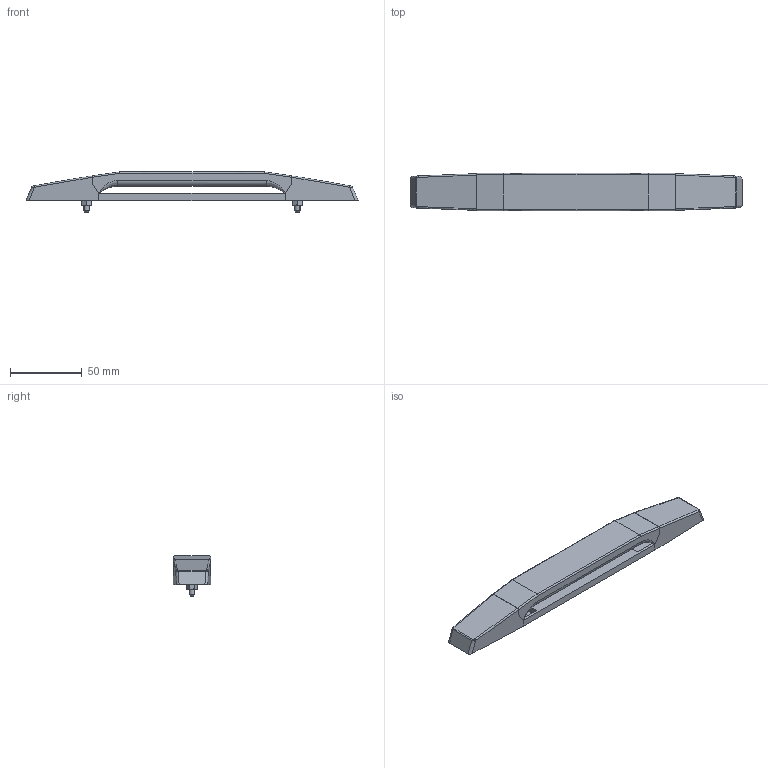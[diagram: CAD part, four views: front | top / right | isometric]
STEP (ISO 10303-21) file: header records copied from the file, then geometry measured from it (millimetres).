
FILE_DESCRIPTION((''),'2;1');
FILE_NAME('','2006-10-11T09:17:00',(''),(''),'','CADfix','');
FILE_SCHEMA(('AUTOMOTIVE_DESIGN'));
Length unit declared in the file: millimetre
Products named in the file (7): arm; screw; nut; plate; grip; base; THA_323_5936_36
Assembly tree (9 placements, depth 2):
  THA_323_5936_36
    arm  x2
    screw  x2
    nut  x2
    plate
    grip
    base
Bounding box: 232 x 26 x 28 mm (x, y, z)
Volume: 57665.5 mm3; surface area: 43526.8 mm2
Topology: 10 solids, 10 shells, 251 faces, 721 edges, 490 vertices
Faces by surface type: bspline 251
Entity records: 7879 total; most frequent: CARTESIAN_POINT 4219, ORIENTED_EDGE 1158, EDGE_CURVE 579, VERTEX_POINT 390, QUASI_UNIFORM_CURVE 377, EDGE_LOOP 213, FACE_OUTER_BOUND 203, ADVANCED_FACE 203
